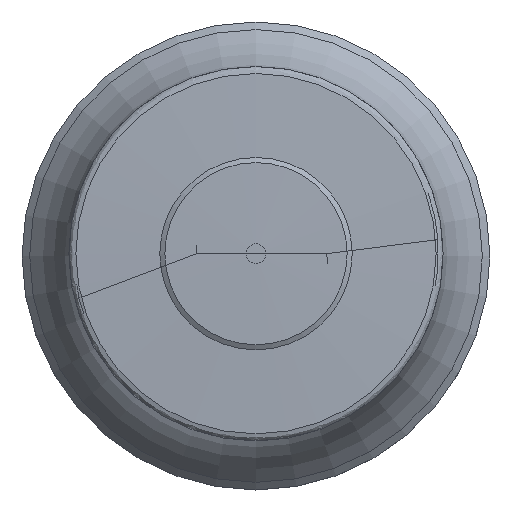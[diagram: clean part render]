
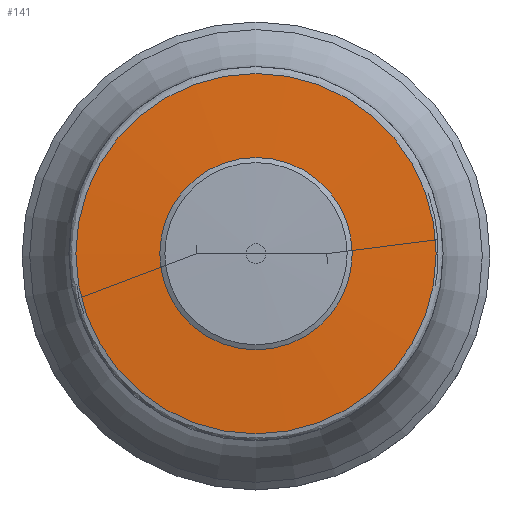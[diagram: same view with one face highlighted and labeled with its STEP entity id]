
A CAD part, top view. The second image highlights one B-rep face of the part: STEP entity #141.
In plain terms, the highlighted face is a revolution surface.
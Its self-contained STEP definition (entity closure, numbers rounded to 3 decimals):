
#34=SURFACE_OF_REVOLUTION('',#79,#39);
#39=AXIS1_PLACEMENT('',#723,#561);
#79=B_SPLINE_CURVE_WITH_KNOTS('',5,(#717,#718,#719,#720,#721,#722),
 .UNSPECIFIED.,.F.,.F.,(6,6),(0.,1.),.UNSPECIFIED.);
#141=ADVANCED_FACE('',(#189,#190),#34,.F.);
#189=FACE_BOUND('',#236,.T.);
#190=FACE_BOUND('',#237,.T.);
#236=EDGE_LOOP('',(#308));
#237=EDGE_LOOP('',(#309));
#308=ORIENTED_EDGE('',*,*,#380,.T.);
#309=ORIENTED_EDGE('',*,*,#379,.F.);
#343=VERTEX_POINT('',#691);
#344=VERTEX_POINT('',#716);
#379=EDGE_CURVE('',#343,#343,#401,.T.);
#380=EDGE_CURVE('',#344,#344,#402,.T.);
#401=CIRCLE('',#450,19.25);
#402=CIRCLE('',#451,10.278);
#450=AXIS2_PLACEMENT_3D('',#690,#556,#557);
#451=AXIS2_PLACEMENT_3D('',#715,#559,#560);
#556=DIRECTION('',(0.,0.,-1.));
#557=DIRECTION('',(-1.,0.,0.));
#559=DIRECTION('',(0.,0.,-1.));
#560=DIRECTION('',(-1.,0.,0.));
#561=DIRECTION('',(0.,0.,-1.));
#690=CARTESIAN_POINT('',(0.,0.,144.202));
#691=CARTESIAN_POINT('',(-19.25,0.,144.202));
#715=CARTESIAN_POINT('',(0.,0.,144.524));
#716=CARTESIAN_POINT('',(-10.278,0.,144.524));
#717=CARTESIAN_POINT('',(19.25,0.,144.202));
#718=CARTESIAN_POINT('',(17.456,0.,144.266));
#719=CARTESIAN_POINT('',(15.661,0.,144.33));
#720=CARTESIAN_POINT('',(13.867,0.,144.395));
#721=CARTESIAN_POINT('',(12.072,0.,144.459));
#722=CARTESIAN_POINT('',(10.278,0.,144.524));
#723=CARTESIAN_POINT('',(0.,0.,0.));
